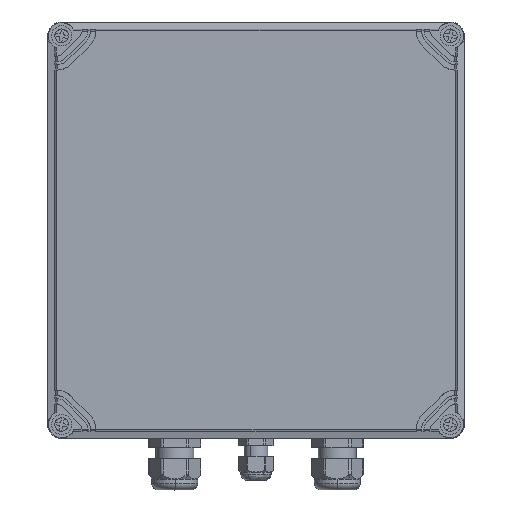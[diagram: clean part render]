
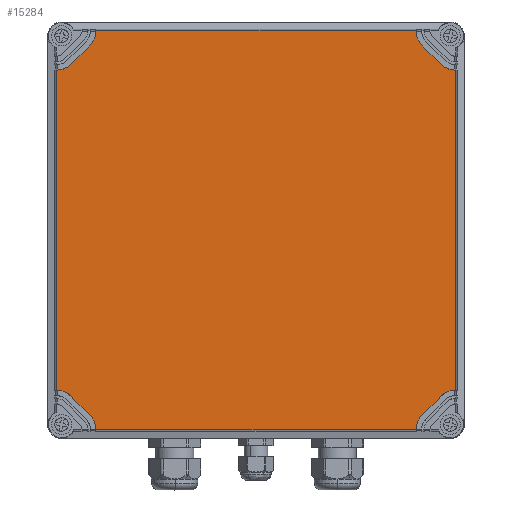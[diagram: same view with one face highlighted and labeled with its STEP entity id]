
A CAD part, top view. The second image highlights one B-rep face of the part: STEP entity #15284.
In plain terms, the highlighted planar face has unit normal (0, 0, 1).
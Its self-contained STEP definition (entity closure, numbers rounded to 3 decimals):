
#15087=AXIS2_PLACEMENT_3D('Circle Axis2P3D',#15085,#15086,$) ;
#15138=AXIS2_PLACEMENT_3D('Circle Axis2P3D',#15136,#15137,$) ;
#15153=AXIS2_PLACEMENT_3D('Plane Axis2P3D',#15150,#15151,#15152) ;
#15166=AXIS2_PLACEMENT_3D('Circle Axis2P3D',#15164,#15165,$) ;
#15180=AXIS2_PLACEMENT_3D('Circle Axis2P3D',#15178,#15179,$) ;
#15185=AXIS2_PLACEMENT_3D('Circle Axis2P3D',#15183,#15184,$) ;
#15199=AXIS2_PLACEMENT_3D('Circle Axis2P3D',#15197,#15198,$) ;
#15227=AXIS2_PLACEMENT_3D('Circle Axis2P3D',#15225,#15226,$) ;
#15241=AXIS2_PLACEMENT_3D('Circle Axis2P3D',#15239,#15240,$) ;
#14226=CARTESIAN_POINT('Vertex',(293.8,302.35,132.)) ;
#14243=CARTESIAN_POINT('Vertex',(292.908,302.352,132.)) ;
#14246=CARTESIAN_POINT('Line Origine',(293.354,302.346,132.)) ;
#14270=CARTESIAN_POINT('Vertex',(293.8,71.654,132.)) ;
#14273=CARTESIAN_POINT('Line Origine',(293.8,187.002,132.)) ;
#14305=CARTESIAN_POINT('Line Origine',(293.354,71.654,132.)) ;
#14309=CARTESIAN_POINT('Vertex',(292.907,71.648,132.)) ;
#14965=CARTESIAN_POINT('Vertex',(34.65,330.8,132.)) ;
#14982=CARTESIAN_POINT('Vertex',(34.648,329.907,132.)) ;
#14985=CARTESIAN_POINT('Line Origine',(34.654,330.354,132.)) ;
#15005=CARTESIAN_POINT('Line Origine',(149.998,330.8,132.)) ;
#15009=CARTESIAN_POINT('Vertex',(265.346,330.8,132.)) ;
#15037=CARTESIAN_POINT('Line Origine',(265.346,330.354,132.)) ;
#15041=CARTESIAN_POINT('Vertex',(265.352,329.907,132.)) ;
#15085=CARTESIAN_POINT('Axis2P3D Location',(279.346,330.3,132.)) ;
#15089=CARTESIAN_POINT('Vertex',(269.447,320.401,132.)) ;
#15115=CARTESIAN_POINT('Vertex',(283.401,306.447,132.)) ;
#15118=CARTESIAN_POINT('Line Origine',(276.424,313.424,132.)) ;
#15136=CARTESIAN_POINT('Axis2P3D Location',(293.3,316.346,132.)) ;
#15150=CARTESIAN_POINT('Axis2P3D Location',(6.2,43.2,132.)) ;
#15155=CARTESIAN_POINT('Line Origine',(265.349,43.646,132.)) ;
#15159=CARTESIAN_POINT('Vertex',(265.352,44.093,132.)) ;
#15161=CARTESIAN_POINT('Vertex',(265.35,43.2,132.)) ;
#15164=CARTESIAN_POINT('Axis2P3D Location',(279.356,43.69,132.)) ;
#15168=CARTESIAN_POINT('Vertex',(269.447,53.599,132.)) ;
#15171=CARTESIAN_POINT('Line Origine',(276.424,60.576,132.)) ;
#15175=CARTESIAN_POINT('Vertex',(283.401,67.553,132.)) ;
#15178=CARTESIAN_POINT('Axis2P3D Location',(293.31,57.644,132.)) ;
#15183=CARTESIAN_POINT('Axis2P3D Location',(20.644,330.31,132.)) ;
#15187=CARTESIAN_POINT('Vertex',(30.553,320.401,132.)) ;
#15190=CARTESIAN_POINT('Line Origine',(23.576,313.424,132.)) ;
#15194=CARTESIAN_POINT('Vertex',(16.599,306.447,132.)) ;
#15197=CARTESIAN_POINT('Axis2P3D Location',(6.69,316.356,132.)) ;
#15201=CARTESIAN_POINT('Vertex',(7.093,302.352,132.)) ;
#15204=CARTESIAN_POINT('Line Origine',(6.646,302.347,132.)) ;
#15208=CARTESIAN_POINT('Vertex',(6.2,302.346,132.)) ;
#15211=CARTESIAN_POINT('Line Origine',(6.2,186.998,132.)) ;
#15215=CARTESIAN_POINT('Vertex',(6.2,71.65,132.)) ;
#15218=CARTESIAN_POINT('Line Origine',(6.646,71.651,132.)) ;
#15222=CARTESIAN_POINT('Vertex',(7.093,71.648,132.)) ;
#15225=CARTESIAN_POINT('Axis2P3D Location',(6.69,57.644,132.)) ;
#15229=CARTESIAN_POINT('Vertex',(16.599,67.553,132.)) ;
#15232=CARTESIAN_POINT('Line Origine',(23.576,60.576,132.)) ;
#15236=CARTESIAN_POINT('Vertex',(30.553,53.599,132.)) ;
#15239=CARTESIAN_POINT('Axis2P3D Location',(20.644,43.69,132.)) ;
#15243=CARTESIAN_POINT('Vertex',(34.648,44.093,132.)) ;
#15246=CARTESIAN_POINT('Line Origine',(34.653,43.646,132.)) ;
#15250=CARTESIAN_POINT('Vertex',(34.654,43.2,132.)) ;
#15253=CARTESIAN_POINT('Line Origine',(150.002,43.2,132.)) ;
#14247=DIRECTION('Vector Direction',(1.,0.,0.)) ;
#14274=DIRECTION('Vector Direction',(0.,-1.,0.)) ;
#14306=DIRECTION('Vector Direction',(1.,0.,0.)) ;
#14986=DIRECTION('Vector Direction',(0.,1.,0.)) ;
#15006=DIRECTION('Vector Direction',(1.,0.,0.)) ;
#15038=DIRECTION('Vector Direction',(0.,1.,0.)) ;
#15086=DIRECTION('Axis2P3D Direction',(0.,0.,1.)) ;
#15119=DIRECTION('Vector Direction',(0.707,-0.707,0.)) ;
#15137=DIRECTION('Axis2P3D Direction',(0.,0.,1.)) ;
#15151=DIRECTION('Axis2P3D Direction',(0.,0.,1.)) ;
#15152=DIRECTION('Axis2P3D XDirection',(1.,0.,0.)) ;
#15156=DIRECTION('Vector Direction',(0.002,-1.,0.)) ;
#15165=DIRECTION('Axis2P3D Direction',(0.,0.,1.)) ;
#15172=DIRECTION('Vector Direction',(-0.707,-0.707,0.)) ;
#15179=DIRECTION('Axis2P3D Direction',(0.,0.,1.)) ;
#15184=DIRECTION('Axis2P3D Direction',(0.,0.,1.)) ;
#15191=DIRECTION('Vector Direction',(0.707,0.707,0.)) ;
#15198=DIRECTION('Axis2P3D Direction',(0.,0.,1.)) ;
#15205=DIRECTION('Vector Direction',(-1.,-0.002,0.)) ;
#15212=DIRECTION('Vector Direction',(0.,1.,0.)) ;
#15219=DIRECTION('Vector Direction',(-1.,-0.002,0.)) ;
#15226=DIRECTION('Axis2P3D Direction',(0.,0.,1.)) ;
#15233=DIRECTION('Vector Direction',(-0.707,0.707,0.)) ;
#15240=DIRECTION('Axis2P3D Direction',(0.,0.,1.)) ;
#15247=DIRECTION('Vector Direction',(0.002,-1.,0.)) ;
#15254=DIRECTION('Vector Direction',(-1.,0.,0.)) ;
#14248=VECTOR('Line Direction',#14247,1.) ;
#14275=VECTOR('Line Direction',#14274,1.) ;
#14307=VECTOR('Line Direction',#14306,1.) ;
#14987=VECTOR('Line Direction',#14986,1.) ;
#15007=VECTOR('Line Direction',#15006,1.) ;
#15039=VECTOR('Line Direction',#15038,1.) ;
#15120=VECTOR('Line Direction',#15119,1.) ;
#15157=VECTOR('Line Direction',#15156,1.) ;
#15173=VECTOR('Line Direction',#15172,1.) ;
#15192=VECTOR('Line Direction',#15191,1.) ;
#15206=VECTOR('Line Direction',#15205,1.) ;
#15213=VECTOR('Line Direction',#15212,1.) ;
#15220=VECTOR('Line Direction',#15219,1.) ;
#15234=VECTOR('Line Direction',#15233,1.) ;
#15248=VECTOR('Line Direction',#15247,1.) ;
#15255=VECTOR('Line Direction',#15254,1.) ;
#15259=ORIENTED_EDGE('',*,*,#15163,.F.) ;
#15260=ORIENTED_EDGE('',*,*,#15170,.F.) ;
#15261=ORIENTED_EDGE('',*,*,#15177,.F.) ;
#15262=ORIENTED_EDGE('',*,*,#15182,.F.) ;
#15263=ORIENTED_EDGE('',*,*,#14311,.T.) ;
#15264=ORIENTED_EDGE('',*,*,#14277,.F.) ;
#15265=ORIENTED_EDGE('',*,*,#14250,.F.) ;
#15266=ORIENTED_EDGE('',*,*,#15140,.F.) ;
#15267=ORIENTED_EDGE('',*,*,#15122,.F.) ;
#15268=ORIENTED_EDGE('',*,*,#15091,.F.) ;
#15269=ORIENTED_EDGE('',*,*,#15043,.T.) ;
#15270=ORIENTED_EDGE('',*,*,#15011,.F.) ;
#15271=ORIENTED_EDGE('',*,*,#14989,.F.) ;
#15272=ORIENTED_EDGE('',*,*,#15189,.F.) ;
#15273=ORIENTED_EDGE('',*,*,#15196,.F.) ;
#15274=ORIENTED_EDGE('',*,*,#15203,.F.) ;
#15275=ORIENTED_EDGE('',*,*,#15210,.T.) ;
#15276=ORIENTED_EDGE('',*,*,#15217,.F.) ;
#15277=ORIENTED_EDGE('',*,*,#15224,.F.) ;
#15278=ORIENTED_EDGE('',*,*,#15231,.F.) ;
#15279=ORIENTED_EDGE('',*,*,#15238,.F.) ;
#15280=ORIENTED_EDGE('',*,*,#15245,.F.) ;
#15281=ORIENTED_EDGE('',*,*,#15252,.T.) ;
#15282=ORIENTED_EDGE('',*,*,#15257,.F.) ;
#15284=ADVANCED_FACE('GH_FPC_30-30-13',(#15283),#15154,.T.) ;
#15088=CIRCLE('generated circle',#15087,14.) ;
#15139=CIRCLE('generated circle',#15138,14.) ;
#15167=CIRCLE('generated circle',#15166,14.014) ;
#15181=CIRCLE('generated circle',#15180,14.014) ;
#15186=CIRCLE('generated circle',#15185,14.014) ;
#15200=CIRCLE('generated circle',#15199,14.014) ;
#15228=CIRCLE('generated circle',#15227,14.014) ;
#15242=CIRCLE('generated circle',#15241,14.014) ;
#14250=EDGE_CURVE('',#14244,#14227,#14249,.T.) ;
#14277=EDGE_CURVE('',#14227,#14271,#14276,.T.) ;
#14311=EDGE_CURVE('',#14310,#14271,#14308,.T.) ;
#14989=EDGE_CURVE('',#14983,#14966,#14988,.T.) ;
#15011=EDGE_CURVE('',#14966,#15010,#15008,.T.) ;
#15043=EDGE_CURVE('',#15042,#15010,#15040,.T.) ;
#15091=EDGE_CURVE('',#15042,#15090,#15088,.T.) ;
#15122=EDGE_CURVE('',#15090,#15116,#15121,.T.) ;
#15140=EDGE_CURVE('',#15116,#14244,#15139,.T.) ;
#15163=EDGE_CURVE('',#15160,#15162,#15158,.T.) ;
#15170=EDGE_CURVE('',#15169,#15160,#15167,.T.) ;
#15177=EDGE_CURVE('',#15176,#15169,#15174,.T.) ;
#15182=EDGE_CURVE('',#14310,#15176,#15181,.T.) ;
#15189=EDGE_CURVE('',#15188,#14983,#15186,.T.) ;
#15196=EDGE_CURVE('',#15195,#15188,#15193,.T.) ;
#15203=EDGE_CURVE('',#15202,#15195,#15200,.T.) ;
#15210=EDGE_CURVE('',#15202,#15209,#15207,.T.) ;
#15217=EDGE_CURVE('',#15216,#15209,#15214,.T.) ;
#15224=EDGE_CURVE('',#15223,#15216,#15221,.T.) ;
#15231=EDGE_CURVE('',#15230,#15223,#15228,.T.) ;
#15238=EDGE_CURVE('',#15237,#15230,#15235,.T.) ;
#15245=EDGE_CURVE('',#15244,#15237,#15242,.T.) ;
#15252=EDGE_CURVE('',#15244,#15251,#15249,.T.) ;
#15257=EDGE_CURVE('',#15162,#15251,#15256,.T.) ;
#15258=EDGE_LOOP('',(#15259,#15260,#15261,#15262,#15263,#15264,#15265,#15266,#15267,#15268,#15269,#15270,#15271,#15272,#15273,#15274,#15275,#15276,#15277,#15278,#15279,#15280,#15281,#15282)) ;
#15283=FACE_OUTER_BOUND('',#15258,.T.) ;
#14249=LINE('Line',#14246,#14248) ;
#14276=LINE('Line',#14273,#14275) ;
#14308=LINE('Line',#14305,#14307) ;
#14988=LINE('Line',#14985,#14987) ;
#15008=LINE('Line',#15005,#15007) ;
#15040=LINE('Line',#15037,#15039) ;
#15121=LINE('Line',#15118,#15120) ;
#15158=LINE('Line',#15155,#15157) ;
#15174=LINE('Line',#15171,#15173) ;
#15193=LINE('Line',#15190,#15192) ;
#15207=LINE('Line',#15204,#15206) ;
#15214=LINE('Line',#15211,#15213) ;
#15221=LINE('Line',#15218,#15220) ;
#15235=LINE('Line',#15232,#15234) ;
#15249=LINE('Line',#15246,#15248) ;
#15256=LINE('Line',#15253,#15255) ;
#15154=PLANE('',#15153) ;
#14227=VERTEX_POINT('',#14226) ;
#14244=VERTEX_POINT('',#14243) ;
#14271=VERTEX_POINT('',#14270) ;
#14310=VERTEX_POINT('',#14309) ;
#14966=VERTEX_POINT('',#14965) ;
#14983=VERTEX_POINT('',#14982) ;
#15010=VERTEX_POINT('',#15009) ;
#15042=VERTEX_POINT('',#15041) ;
#15090=VERTEX_POINT('',#15089) ;
#15116=VERTEX_POINT('',#15115) ;
#15160=VERTEX_POINT('',#15159) ;
#15162=VERTEX_POINT('',#15161) ;
#15169=VERTEX_POINT('',#15168) ;
#15176=VERTEX_POINT('',#15175) ;
#15188=VERTEX_POINT('',#15187) ;
#15195=VERTEX_POINT('',#15194) ;
#15202=VERTEX_POINT('',#15201) ;
#15209=VERTEX_POINT('',#15208) ;
#15216=VERTEX_POINT('',#15215) ;
#15223=VERTEX_POINT('',#15222) ;
#15230=VERTEX_POINT('',#15229) ;
#15237=VERTEX_POINT('',#15236) ;
#15244=VERTEX_POINT('',#15243) ;
#15251=VERTEX_POINT('',#15250) ;
